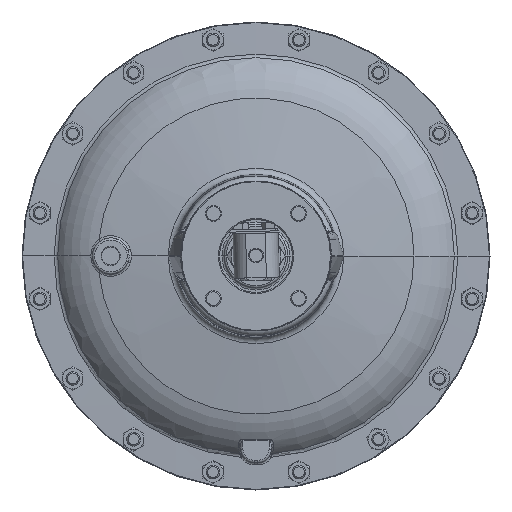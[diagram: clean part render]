
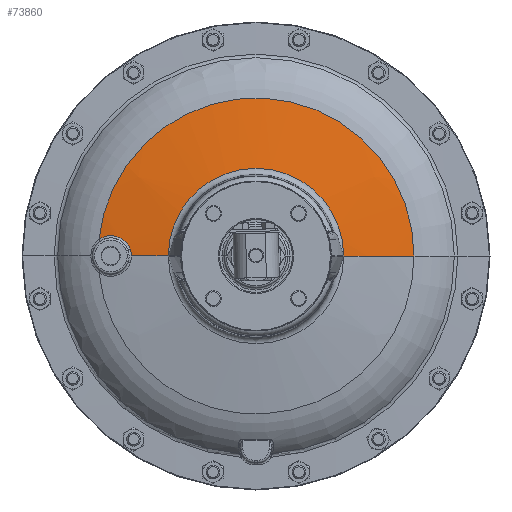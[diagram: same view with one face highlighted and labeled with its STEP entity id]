
A CAD part, front view. The second image highlights one B-rep face of the part: STEP entity #73860.
In plain terms, the highlighted spherical face has radius 584.2 mm.
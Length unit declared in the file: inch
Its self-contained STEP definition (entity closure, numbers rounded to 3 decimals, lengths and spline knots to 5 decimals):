
#436 = VERTEX_POINT ( 'NONE', #72417 ) ;
#520 = CARTESIAN_POINT ( 'NONE',  ( 0., 11.93435, 0. ) ) ;
#2669 = CARTESIAN_POINT ( 'NONE',  ( -2.41202, 11.93435, 0. ) ) ;
#3005 = ORIENTED_EDGE ( 'NONE', *, *, #65996, .T. ) ;
#4416 = DIRECTION ( 'NONE',  ( 1., 0., 0. ) ) ;
#5425 = AXIS2_PLACEMENT_3D ( 'NONE', #64509, #79827, #71828 ) ;
#5549 = CARTESIAN_POINT ( 'NONE',  ( -4.12599, 12.18716, 0.544 ) ) ;
#6237 = CARTESIAN_POINT ( 'NONE',  ( -4.06173, 12.17583, 0.55621 ) ) ;
#7877 = VERTEX_POINT ( 'NONE', #86832 ) ;
#9046 = CARTESIAN_POINT ( 'NONE',  ( -3.43398, 12.06544, 0.07672 ) ) ;
#10081 = CARTESIAN_POINT ( 'NONE',  ( -3.43211, 12.06512, 0.06149 ) ) ;
#10198 = DIRECTION ( 'NONE',  ( 1., 0., 0. ) ) ;
#10408 = CARTESIAN_POINT ( 'NONE',  ( -3.42898, 12.06457, 0.01533 ) ) ;
#10728 = CIRCLE ( 'NONE', #92335, 2.41202 ) ;
#11670 = CARTESIAN_POINT ( 'NONE',  ( 0., 34.80752, 0. ) ) ;
#11718 = B_SPLINE_CURVE_WITH_KNOTS ( 'NONE', 3,
 ( #91035, #76433, #37131, #92756, #68739, #5549, #52784, #6237, #45147, #62133, #61437, #21156, #13866, #14204, #13516, #100732, #60748, #69764, #61780, #69414, #53100, #36787, #69071, #14524, #85079, #61082, #53457, #21499, #93439, #101760 ),
 .UNSPECIFIED., .F., .F.,
 ( 4, 2, 2, 2, 2, 2, 2, 2, 2, 2, 2, 2, 2, 2, 4 ),
 ( 0., 0.00337, 0.00505, 0.00673, 0.00841, 0.0101, 0.01346, 0.0143, 0.01514, 0.01683, 0.01851, 0.02019, 0.02356, 0.02524, 0.02692 ),
 .UNSPECIFIED. ) ;
#13516 = CARTESIAN_POINT ( 'NONE',  ( -3.80328, 12.13032, 0.52885 ) ) ;
#13687 = VERTEX_POINT ( 'NONE', #2669 ) ;
#13866 = CARTESIAN_POINT ( 'NONE',  ( -3.86585, 12.14133, 0.54848 ) ) ;
#13880 = ORIENTED_EDGE ( 'NONE', *, *, #82738, .T. ) ;
#14204 = CARTESIAN_POINT ( 'NONE',  ( -3.81365, 12.13214, 0.53238 ) ) ;
#14495 = CARTESIAN_POINT ( 'NONE',  ( -3.45878, 12.0698, 0.18098 ) ) ;
#14524 = CARTESIAN_POINT ( 'NONE',  ( -3.56757, 12.08889, 0.37188 ) ) ;
#18344 = ORIENTED_EDGE ( 'NONE', *, *, #80780, .T. ) ;
#19662 = DIRECTION ( 'NONE',  ( 0., 0., 1. ) ) ;
#21156 = CARTESIAN_POINT ( 'NONE',  ( -3.90867, 12.14887, 0.55641 ) ) ;
#21499 = CARTESIAN_POINT ( 'NONE',  ( -3.47424, 12.07251, 0.22228 ) ) ;
#22000 = ORIENTED_EDGE ( 'NONE', *, *, #64615, .T. ) ;
#25401 = CIRCLE ( 'NONE', #27046, 23. ) ;
#25458 = DIRECTION ( 'NONE',  ( -1., 0., 0. ) ) ;
#26319 = CARTESIAN_POINT ( 'NONE',  ( 0., 34.80752, 0. ) ) ;
#27046 = AXIS2_PLACEMENT_3D ( 'NONE', #26319, #33639, #41603 ) ;
#29602 = SPHERICAL_SURFACE ( 'NONE', #59998, 23. ) ;
#32494 = DIRECTION ( 'NONE',  ( 0., 1., 0. ) ) ;
#33639 = DIRECTION ( 'NONE',  ( 0., 0., -1. ) ) ;
#33726 = CARTESIAN_POINT ( 'NONE',  ( -3.4296, 12.06468, 0.03077 ) ) ;
#33784 = CARTESIAN_POINT ( 'NONE',  ( 0., 12.22191, 0. ) ) ;
#35337 = EDGE_LOOP ( 'NONE', ( #69429, #13880, #22000, #53725, #18344, #3005 ) ) ;
#36787 = CARTESIAN_POINT ( 'NONE',  ( -3.63209, 12.10023, 0.43252 ) ) ;
#37131 = CARTESIAN_POINT ( 'NONE',  ( -4.24929, 12.20891, 0.49843 ) ) ;
#37940 = CARTESIAN_POINT ( 'NONE',  ( -3.42898, 12.06457, 0. ) ) ;
#40995 = CARTESIAN_POINT ( 'NONE',  ( -3.44142, 12.06675, 0.12205 ) ) ;
#41603 = DIRECTION ( 'NONE',  ( -1., 0., 0. ) ) ;
#41750 = B_SPLINE_CURVE_WITH_KNOTS ( 'NONE', 3,
 ( #48667, #56655, #40995, #9046, #10081, #33726, #10408, #65980 ),
 .UNSPECIFIED., .F., .F.,
 ( 4, 2, 2, 4 ),
 ( 0., 0.00233, 0.0035, 0.00467 ),
 .UNSPECIFIED. ) ;
#45147 = CARTESIAN_POINT ( 'NONE',  ( -4.0401, 12.17202, 0.5586 ) ) ;
#47505 = CIRCLE ( 'NONE', #85144, 4.34629 ) ;
#48667 = CARTESIAN_POINT ( 'NONE',  ( -3.45878, 12.0698, 0.18098 ) ) ;
#51064 = CARTESIAN_POINT ( 'NONE',  ( -4.3229, 12.22191, 0.45036 ) ) ;
#52784 = CARTESIAN_POINT ( 'NONE',  ( -4.10467, 12.1834, 0.54891 ) ) ;
#53100 = CARTESIAN_POINT ( 'NONE',  ( -3.66703, 12.10636, 0.45913 ) ) ;
#53457 = CARTESIAN_POINT ( 'NONE',  ( -3.49341, 12.07587, 0.26226 ) ) ;
#53725 = ORIENTED_EDGE ( 'NONE', *, *, #77280, .F. ) ;
#56655 = CARTESIAN_POINT ( 'NONE',  ( -3.44882, 12.06805, 0.15177 ) ) ;
#59998 = AXIS2_PLACEMENT_3D ( 'NONE', #11670, #19662, #4416 ) ;
#60748 = CARTESIAN_POINT ( 'NONE',  ( -3.7724, 12.12489, 0.51696 ) ) ;
#61082 = CARTESIAN_POINT ( 'NONE',  ( -3.50429, 12.07779, 0.28188 ) ) ;
#61437 = CARTESIAN_POINT ( 'NONE',  ( -3.97449, 12.16046, 0.56073 ) ) ;
#61780 = CARTESIAN_POINT ( 'NONE',  ( -3.72275, 12.11616, 0.49357 ) ) ;
#62133 = CARTESIAN_POINT ( 'NONE',  ( -3.99654, 12.16434, 0.56087 ) ) ;
#63206 = FACE_OUTER_BOUND ( 'NONE', #35337, .T. ) ;
#64509 = CARTESIAN_POINT ( 'NONE',  ( 0., 34.80752, 0. ) ) ;
#64615 = EDGE_CURVE ( 'NONE', #13687, #436, #10728, .T. ) ;
#65077 = EDGE_CURVE ( 'NONE', #75335, #78590, #41750, .T. ) ;
#65980 = CARTESIAN_POINT ( 'NONE',  ( -3.42898, 12.06457, 0. ) ) ;
#65996 = EDGE_CURVE ( 'NONE', #78884, #75335, #11718, .T. ) ;
#68739 = CARTESIAN_POINT ( 'NONE',  ( -4.1683, 12.19462, 0.53158 ) ) ;
#69071 = CARTESIAN_POINT ( 'NONE',  ( -3.61519, 12.09726, 0.41799 ) ) ;
#69414 = CARTESIAN_POINT ( 'NONE',  ( -3.68516, 12.10955, 0.47134 ) ) ;
#69429 = ORIENTED_EDGE ( 'NONE', *, *, #65077, .T. ) ;
#69764 = CARTESIAN_POINT ( 'NONE',  ( -3.74221, 12.11958, 0.50359 ) ) ;
#70911 = CIRCLE ( 'NONE', #5425, 23. ) ;
#71828 = DIRECTION ( 'NONE',  ( 1., 0., 0. ) ) ;
#72417 = CARTESIAN_POINT ( 'NONE',  ( 2.41202, 11.93435, 0. ) ) ;
#73860 = ADVANCED_FACE ( 'NONE', ( #63206 ), #29602, .T. ) ;
#75335 = VERTEX_POINT ( 'NONE', #14495 ) ;
#76433 = CARTESIAN_POINT ( 'NONE',  ( -4.28725, 12.21562, 0.47677 ) ) ;
#77280 = EDGE_CURVE ( 'NONE', #7877, #436, #25401, .T. ) ;
#78590 = VERTEX_POINT ( 'NONE', #37940 ) ;
#78884 = VERTEX_POINT ( 'NONE', #51064 ) ;
#79827 = DIRECTION ( 'NONE',  ( 0., 0., 1. ) ) ;
#80780 = EDGE_CURVE ( 'NONE', #7877, #78884, #47505, .T. ) ;
#82738 = EDGE_CURVE ( 'NONE', #78590, #13687, #70911, .T. ) ;
#85079 = CARTESIAN_POINT ( 'NONE',  ( -3.53985, 12.08403, 0.33785 ) ) ;
#85144 = AXIS2_PLACEMENT_3D ( 'NONE', #33784, #89047, #25458 ) ;
#86832 = CARTESIAN_POINT ( 'NONE',  ( 4.34629, 12.22191, 0. ) ) ;
#89047 = DIRECTION ( 'NONE',  ( 0., -1., 0. ) ) ;
#91035 = CARTESIAN_POINT ( 'NONE',  ( -4.3229, 12.22191, 0.45036 ) ) ;
#92335 = AXIS2_PLACEMENT_3D ( 'NONE', #520, #32494, #10198 ) ;
#92756 = CARTESIAN_POINT ( 'NONE',  ( -4.18901, 12.19828, 0.52414 ) ) ;
#93439 = CARTESIAN_POINT ( 'NONE',  ( -3.4659, 12.07105, 0.20184 ) ) ;
#100732 = CARTESIAN_POINT ( 'NONE',  ( -3.78266, 12.12669, 0.52115 ) ) ;
#101760 = CARTESIAN_POINT ( 'NONE',  ( -3.45878, 12.0698, 0.18098 ) ) ;
